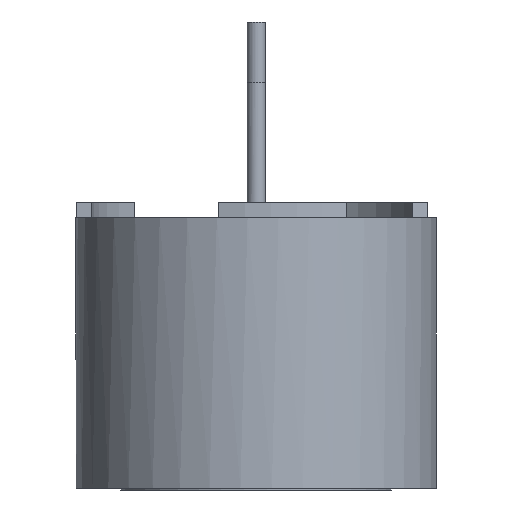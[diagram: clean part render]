
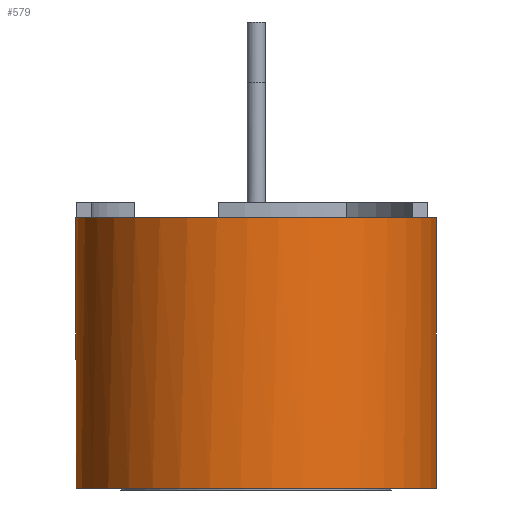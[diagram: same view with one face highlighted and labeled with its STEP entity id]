
A CAD part, left-side view. The second image highlights one B-rep face of the part: STEP entity #579.
In plain terms, the highlighted cylindrical face has radius 6 mm (diameter 12 mm), a full revolution.
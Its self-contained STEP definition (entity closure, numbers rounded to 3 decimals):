
#20=CYLINDRICAL_SURFACE('',#631,6.);
#34=FACE_BOUND('',#82,.T.);
#43=FACE_OUTER_BOUND('',#81,.T.);
#81=EDGE_LOOP('',(#381));
#82=EDGE_LOOP('',(#382,#383));
#200=CIRCLE('',#620,6.);
#203=CIRCLE('',#624,6.);
#210=CIRCLE('',#632,6.);
#234=VERTEX_POINT('',#871);
#235=VERTEX_POINT('',#873);
#239=VERTEX_POINT('',#883);
#286=EDGE_CURVE('',#234,#235,#200,.T.);
#291=EDGE_CURVE('',#239,#239,#203,.T.);
#304=EDGE_CURVE('',#235,#234,#210,.T.);
#381=ORIENTED_EDGE('',*,*,#291,.T.);
#382=ORIENTED_EDGE('',*,*,#304,.F.);
#383=ORIENTED_EDGE('',*,*,#286,.F.);
#579=ADVANCED_FACE('',(#43,#34),#20,.T.);
#620=AXIS2_PLACEMENT_3D('',#874,#694,#695);
#624=AXIS2_PLACEMENT_3D('',#884,#704,#705);
#631=AXIS2_PLACEMENT_3D('',#909,#724,#725);
#632=AXIS2_PLACEMENT_3D('',#910,#726,#727);
#694=DIRECTION('center_axis',(0.,0.,-1.));
#695=DIRECTION('ref_axis',(-1.,0.,0.));
#704=DIRECTION('center_axis',(0.,0.,-1.));
#705=DIRECTION('ref_axis',(-1.,0.,0.));
#724=DIRECTION('center_axis',(0.,0.,1.));
#725=DIRECTION('ref_axis',(-1.,0.,0.));
#726=DIRECTION('center_axis',(0.,0.,-1.));
#727=DIRECTION('ref_axis',(-1.,0.,0.));
#871=CARTESIAN_POINT('',(5.43,-2.553,0.));
#873=CARTESIAN_POINT('',(5.431,2.551,0.));
#874=CARTESIAN_POINT('Origin',(0.,0.,0.));
#883=CARTESIAN_POINT('',(6.,0.,9.));
#884=CARTESIAN_POINT('Origin',(0.,0.,9.));
#909=CARTESIAN_POINT('Origin',(0.,0.,0.));
#910=CARTESIAN_POINT('Origin',(0.,0.,0.));
